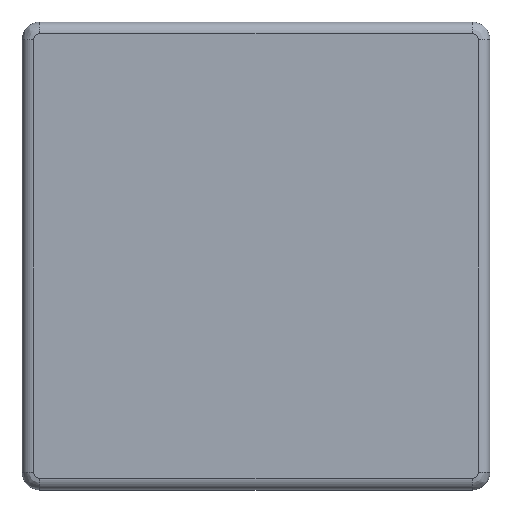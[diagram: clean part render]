
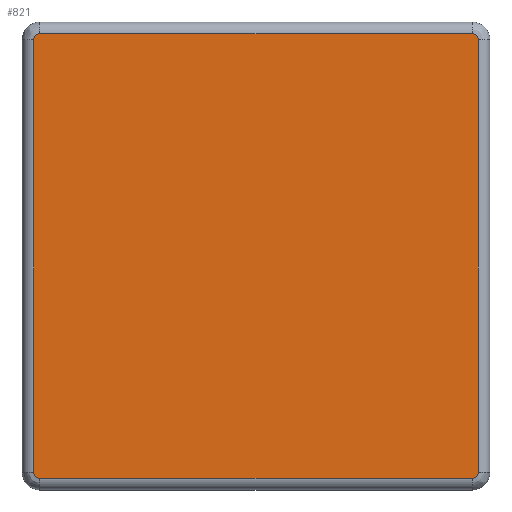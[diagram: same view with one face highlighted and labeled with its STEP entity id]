
A CAD part, top view. The second image highlights one B-rep face of the part: STEP entity #821.
In plain terms, the highlighted planar face has unit normal (0, 0, 1).
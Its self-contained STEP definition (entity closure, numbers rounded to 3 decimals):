
#37=PLANE('',#973);
#101=FACE_OUTER_BOUND('',#151,.T.);
#151=EDGE_LOOP('',(#729,#730,#731,#732,#733,#734,#735,#736));
#220=CIRCLE('',#951,1.);
#224=CIRCLE('',#955,1.);
#228=CIRCLE('',#961,1.);
#232=CIRCLE('',#965,1.);
#261=LINE('',#1443,#305);
#263=LINE('',#1479,#307);
#266=LINE('',#1486,#310);
#268=LINE('',#1517,#312);
#305=VECTOR('',#1182,10.);
#307=VECTOR('',#1202,10.);
#310=VECTOR('',#1209,10.);
#312=VECTOR('',#1225,10.);
#386=VERTEX_POINT('',#1440);
#387=VERTEX_POINT('',#1442);
#390=VERTEX_POINT('',#1457);
#391=VERTEX_POINT('',#1470);
#394=VERTEX_POINT('',#1477);
#395=VERTEX_POINT('',#1482);
#398=VERTEX_POINT('',#1497);
#399=VERTEX_POINT('',#1510);
#490=EDGE_CURVE('',#386,#387,#261,.T.);
#494=EDGE_CURVE('',#390,#386,#220,.T.);
#498=EDGE_CURVE('',#387,#391,#224,.T.);
#500=EDGE_CURVE('',#394,#390,#263,.T.);
#504=EDGE_CURVE('',#391,#395,#266,.T.);
#506=EDGE_CURVE('',#398,#394,#228,.T.);
#510=EDGE_CURVE('',#395,#399,#232,.T.);
#512=EDGE_CURVE('',#399,#398,#268,.T.);
#729=ORIENTED_EDGE('',*,*,#490,.F.);
#730=ORIENTED_EDGE('',*,*,#494,.F.);
#731=ORIENTED_EDGE('',*,*,#500,.F.);
#732=ORIENTED_EDGE('',*,*,#506,.F.);
#733=ORIENTED_EDGE('',*,*,#512,.F.);
#734=ORIENTED_EDGE('',*,*,#510,.F.);
#735=ORIENTED_EDGE('',*,*,#504,.F.);
#736=ORIENTED_EDGE('',*,*,#498,.F.);
#821=ADVANCED_FACE('',(#101),#37,.T.);
#951=AXIS2_PLACEMENT_3D('',#1459,#1188,#1189);
#955=AXIS2_PLACEMENT_3D('',#1474,#1196,#1197);
#961=AXIS2_PLACEMENT_3D('',#1499,#1212,#1213);
#965=AXIS2_PLACEMENT_3D('',#1514,#1220,#1221);
#973=AXIS2_PLACEMENT_3D('',#1536,#1245,#1246);
#1182=DIRECTION('',(0.,1.,0.));
#1188=DIRECTION('center_axis',(0.,0.,-1.));
#1189=DIRECTION('ref_axis',(-0.707,-0.707,0.));
#1196=DIRECTION('center_axis',(0.,0.,-1.));
#1197=DIRECTION('ref_axis',(-0.707,0.707,0.));
#1202=DIRECTION('',(-1.,0.,0.));
#1209=DIRECTION('',(1.,0.,0.));
#1212=DIRECTION('center_axis',(0.,0.,-1.));
#1213=DIRECTION('ref_axis',(0.707,-0.707,0.));
#1220=DIRECTION('center_axis',(0.,0.,-1.));
#1221=DIRECTION('ref_axis',(0.707,0.707,0.));
#1225=DIRECTION('',(0.,-1.,0.));
#1245=DIRECTION('center_axis',(0.,0.,1.));
#1246=DIRECTION('ref_axis',(1.,0.,0.));
#1440=CARTESIAN_POINT('',(-18.,-17.,2.5));
#1442=CARTESIAN_POINT('',(-18.,57.,2.5));
#1443=CARTESIAN_POINT('',(-18.,1.5,2.5));
#1457=CARTESIAN_POINT('',(-17.,-18.,2.5));
#1459=CARTESIAN_POINT('Origin',(-17.,-17.,2.5));
#1470=CARTESIAN_POINT('',(-17.,58.,2.5));
#1474=CARTESIAN_POINT('Origin',(-17.,57.,2.5));
#1477=CARTESIAN_POINT('',(57.,-18.,2.5));
#1479=CARTESIAN_POINT('',(38.5,-18.,2.5));
#1482=CARTESIAN_POINT('',(57.,58.,2.5));
#1486=CARTESIAN_POINT('',(1.5,58.,2.5));
#1497=CARTESIAN_POINT('',(58.,-17.,2.5));
#1499=CARTESIAN_POINT('Origin',(57.,-17.,2.5));
#1510=CARTESIAN_POINT('',(58.,57.,2.5));
#1514=CARTESIAN_POINT('Origin',(57.,57.,2.5));
#1517=CARTESIAN_POINT('',(58.,38.5,2.5));
#1536=CARTESIAN_POINT('Origin',(20.,20.,2.5));
